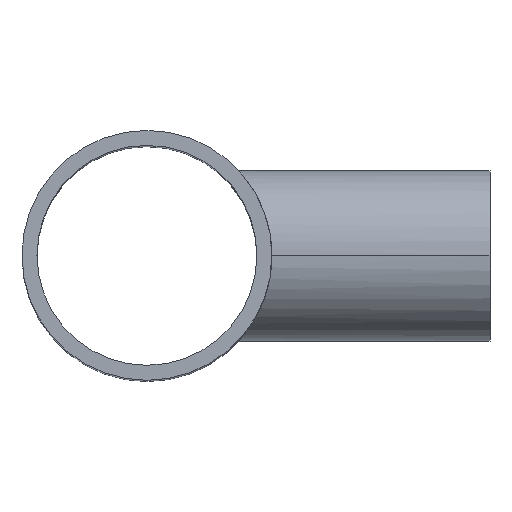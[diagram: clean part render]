
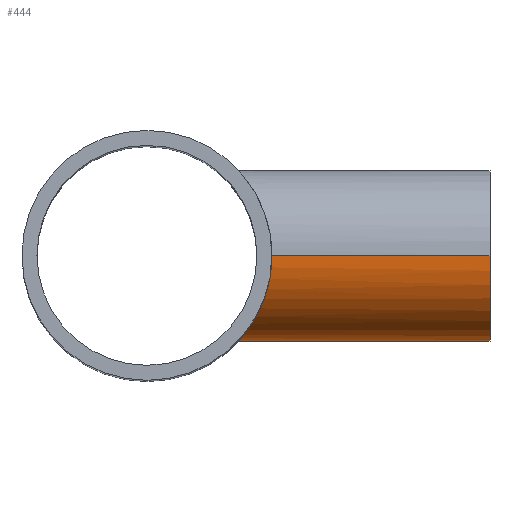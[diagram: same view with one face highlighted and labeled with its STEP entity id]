
A CAD part, top view. The second image highlights one B-rep face of the part: STEP entity #444.
In plain terms, the highlighted cylindrical face has radius 37.5 mm (diameter 75 mm), a partial arc.
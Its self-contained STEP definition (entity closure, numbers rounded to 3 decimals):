
#7 = ORIENTED_EDGE ( 'NONE', *, *, #333, .T. ) ;
#11 = AXIS2_PLACEMENT_3D ( 'NONE', #116, #480, #580 ) ;
#12 = CARTESIAN_POINT ( 'NONE',  ( 40.249, -37.483, 1.287 ) ) ;
#18 = CARTESIAN_POINT ( 'NONE',  ( 49.279, -24.429, -28.457 ) ) ;
#25 = CYLINDRICAL_SURFACE ( 'NONE', #290, 37.5 ) ;
#61 = CARTESIAN_POINT ( 'NONE',  ( 41.919, -35.607, 11.781 ) ) ;
#64 = CARTESIAN_POINT ( 'NONE',  ( 40.714, -36.979, 6.353 ) ) ;
#69 = CARTESIAN_POINT ( 'NONE',  ( 54.309, -8.779, 36.48 ) ) ;
#72 = CARTESIAN_POINT ( 'NONE',  ( 49.061, -24.933, 28.11 ) ) ;
#75 = CARTESIAN_POINT ( 'NONE',  ( 42.626, -34.758, 14.09 ) ) ;
#80 = CARTESIAN_POINT ( 'NONE',  ( 51.588, -19.104, -32.292 ) ) ;
#113 = VERTEX_POINT ( 'NONE', #164 ) ;
#116 = CARTESIAN_POINT ( 'NONE',  ( 151., 0., 0. ) ) ;
#121 = CARTESIAN_POINT ( 'NONE',  ( 42.442, -34.982, 13.523 ) ) ;
#125 = CARTESIAN_POINT ( 'NONE',  ( 43.187, -34.062, -15.732 ) ) ;
#139 = CARTESIAN_POINT ( 'NONE',  ( 54.636, -6.345, -36.965 ) ) ;
#146 = CARTESIAN_POINT ( 'NONE',  ( 52.322, -16.964, -33.449 ) ) ;
#164 = CARTESIAN_POINT ( 'NONE',  ( 55., 0., -37.5 ) ) ;
#167 = CARTESIAN_POINT ( 'NONE',  ( 55., 0., 37.5 ) ) ;
#170 = CARTESIAN_POINT ( 'NONE',  ( 40.311, -37.417, 2.569 ) ) ;
#174 = CARTESIAN_POINT ( 'NONE',  ( 54.097, -9.999, 36.164 ) ) ;
#177 = CARTESIAN_POINT ( 'NONE',  ( 53.597, -12.402, 35.412 ) ) ;
#180 = DIRECTION ( 'NONE',  ( -1., 0., 0. ) ) ;
#198 = CARTESIAN_POINT ( 'NONE',  ( 151., 0., -37.5 ) ) ;
#210 = VERTEX_POINT ( 'NONE', #568 ) ;
#213 = CARTESIAN_POINT ( 'NONE',  ( 42.089, -35.407, 12.37 ) ) ;
#215 = CARTESIAN_POINT ( 'NONE',  ( 51.787, -18.531, 32.607 ) ) ;
#217 = CARTESIAN_POINT ( 'NONE',  ( 46.271, -29.745, 22.867 ) ) ;
#220 = CARTESIAN_POINT ( 'NONE',  ( 50.374, -22.105, -30.316 ) ) ;
#224 = CARTESIAN_POINT ( 'NONE',  ( 42.037, -35.488, -12.362 ) ) ;
#230 = CARTESIAN_POINT ( 'NONE',  ( 52.667, -15.859, -33.987 ) ) ;
#237 = CARTESIAN_POINT ( 'NONE',  ( 54.956, -2.539, -37.436 ) ) ;
#263 = CARTESIAN_POINT ( 'NONE',  ( 41.167, -36.474, 8.8 ) ) ;
#266 = ORIENTED_EDGE ( 'NONE', *, *, #272, .T. ) ;
#267 = CARTESIAN_POINT ( 'NONE',  ( 40.476, -37.245, -5.048 ) ) ;
#270 = CARTESIAN_POINT ( 'NONE',  ( 52.685, -15.832, 34.016 ) ) ;
#272 = EDGE_CURVE ( 'NONE', #424, #210, #606, .T. ) ;
#275 = CARTESIAN_POINT ( 'NONE',  ( 48.366, -26.191, -26.845 ) ) ;
#279 = CARTESIAN_POINT ( 'NONE',  ( 46.263, -29.787, -22.904 ) ) ;
#282 = CARTESIAN_POINT ( 'NONE',  ( 54.13, -10.057, -36.214 ) ) ;
#290 = AXIS2_PLACEMENT_3D ( 'NONE', #593, #180, #488 ) ;
#304 = CARTESIAN_POINT ( 'NONE',  ( 151., 0., -37.5 ) ) ;
#306 = EDGE_CURVE ( 'NONE', #424, #564, #362, .T. ) ;
#316 = ORIENTED_EDGE ( 'NONE', *, *, #555, .F. ) ;
#317 = CARTESIAN_POINT ( 'NONE',  ( 43.58, -33.575, 16.878 ) ) ;
#320 = CARTESIAN_POINT ( 'NONE',  ( 47.204, -28.293, -24.727 ) ) ;
#324 = CARTESIAN_POINT ( 'NONE',  ( 51.596, -19.057, 32.302 ) ) ;
#327 = CARTESIAN_POINT ( 'NONE',  ( 54.821, -5.087, 37.238 ) ) ;
#330 = CARTESIAN_POINT ( 'NONE',  ( 52.142, -17.507, -33.168 ) ) ;
#333 = EDGE_CURVE ( 'NONE', #210, #113, #377, .T. ) ;
#334 = CARTESIAN_POINT ( 'NONE',  ( 55., -1.268, -37.5 ) ) ;
#337 = CARTESIAN_POINT ( 'NONE',  ( 54.768, -5.086, -37.159 ) ) ;
#344 = CARTESIAN_POINT ( 'NONE',  ( 54.56, -6.969, -36.852 ) ) ;
#351 = DIRECTION ( 'NONE',  ( -1., 0., 0. ) ) ;
#362 = CIRCLE ( 'NONE', #11, 37.5 ) ;
#365 = CARTESIAN_POINT ( 'NONE',  ( 49.054, -24.878, -28.066 ) ) ;
#367 = CARTESIAN_POINT ( 'NONE',  ( 50.998, -20.604, 31.338 ) ) ;
#370 = CARTESIAN_POINT ( 'NONE',  ( 44.46, -32.386, -18.943 ) ) ;
#375 = CARTESIAN_POINT ( 'NONE',  ( 51.201, -20.093, 31.668 ) ) ;
#377 = B_SPLINE_CURVE_WITH_KNOTS ( 'NONE', 3,
 ( #167, #519, #327, #69, #174, #177, #529, #270, #634, #215, #324, #375, #367, #379, #72, #477, #576, #217, #521, #583, #317, #75, #121, #213, #61, #630, #263, #64, #419, #469, #170, #12, #533, #573, #267, #474, #224, #125, #422, #370, #485, #279, #320, #275, #417, #365, #18, #429, #220, #638, #80, #330, #146, #230, #538, #545, #282, #344, #139, #337, #383, #237, #334, #586 ),
 .UNSPECIFIED., .F., .F.,
 ( 4, 2, 2, 2, 2, 2, 2, 2, 2, 2, 2, 2, 2, 2, 2, 2, 2, 2, 2, 2, 2, 2, 2, 2, 2, 2, 2, 2, 2, 2, 2, 4 ),
 ( 0., 0.008, 0.011, 0.015, 0.019, 0.021, 0.023, 0.03, 0.034, 0.038, 0.046, 0.047, 0.049, 0.053, 0.057, 0.059, 0.061, 0.068, 0.076, 0.08, 0.084, 0.091, 0.093, 0.095, 0.099, 0.103, 0.104, 0.106, 0.114, 0.116, 0.118, 0.121 ),
 .UNSPECIFIED. ) ;
#379 = CARTESIAN_POINT ( 'NONE',  ( 49.957, -23.108, 29.633 ) ) ;
#383 = CARTESIAN_POINT ( 'NONE',  ( 54.824, -4.448, -37.241 ) ) ;
#417 = CARTESIAN_POINT ( 'NONE',  ( 48.598, -25.759, -27.26 ) ) ;
#419 = CARTESIAN_POINT ( 'NONE',  ( 40.537, -37.172, 5.109 ) ) ;
#422 = CARTESIAN_POINT ( 'NONE',  ( 43.602, -33.532, -16.832 ) ) ;
#424 = VERTEX_POINT ( 'NONE', #657 ) ;
#429 = CARTESIAN_POINT ( 'NONE',  ( 49.944, -23.056, -29.599 ) ) ;
#444 = ADVANCED_FACE ( 'NONE', ( #496 ), #25, .T. ) ;
#458 = EDGE_LOOP ( 'NONE', ( #316, #514, #266, #7 ) ) ;
#469 = CARTESIAN_POINT ( 'NONE',  ( 40.357, -37.368, 3.21 ) ) ;
#474 = CARTESIAN_POINT ( 'NONE',  ( 41.389, -36.228, -10.011 ) ) ;
#477 = CARTESIAN_POINT ( 'NONE',  ( 47.677, -27.437, 25.59 ) ) ;
#480 = DIRECTION ( 'NONE',  ( 1., 0., 0. ) ) ;
#485 = CARTESIAN_POINT ( 'NONE',  ( 44.904, -31.769, -19.96 ) ) ;
#488 = DIRECTION ( 'NONE',  ( 0., 0., 1. ) ) ;
#496 = FACE_OUTER_BOUND ( 'NONE', #458, .T. ) ;
#514 = ORIENTED_EDGE ( 'NONE', *, *, #306, .F. ) ;
#519 = CARTESIAN_POINT ( 'NONE',  ( 55., -2.572, 37.5 ) ) ;
#521 = CARTESIAN_POINT ( 'NONE',  ( 45.805, -30.455, 21.912 ) ) ;
#529 = CARTESIAN_POINT ( 'NONE',  ( 53.313, -13.568, 34.981 ) ) ;
#533 = CARTESIAN_POINT ( 'NONE',  ( 40.234, -37.5, 0.648 ) ) ;
#535 = VECTOR ( 'NONE', #627, 1000. ) ;
#538 = CARTESIAN_POINT ( 'NONE',  ( 52.834, -15.294, -34.245 ) ) ;
#545 = CARTESIAN_POINT ( 'NONE',  ( 53.629, -12.433, -35.466 ) ) ;
#548 = VECTOR ( 'NONE', #351, 1000. ) ;
#555 = EDGE_CURVE ( 'NONE', #564, #113, #556, .T. ) ;
#556 = LINE ( 'NONE', #304, #548 ) ;
#557 = CARTESIAN_POINT ( 'NONE',  ( 151., 0., 37.5 ) ) ;
#564 = VERTEX_POINT ( 'NONE', #198 ) ;
#568 = CARTESIAN_POINT ( 'NONE',  ( 55., 0., 37.5 ) ) ;
#573 = CARTESIAN_POINT ( 'NONE',  ( 40.233, -37.501, -2.535 ) ) ;
#576 = CARTESIAN_POINT ( 'NONE',  ( 47.209, -28.233, 24.71 ) ) ;
#580 = DIRECTION ( 'NONE',  ( 0., 0., -1. ) ) ;
#583 = CARTESIAN_POINT ( 'NONE',  ( 44.444, -32.439, 18.963 ) ) ;
#586 = CARTESIAN_POINT ( 'NONE',  ( 55., 0., -37.5 ) ) ;
#593 = CARTESIAN_POINT ( 'NONE',  ( 151., 0., 0. ) ) ;
#606 = LINE ( 'NONE', #557, #535 ) ;
#627 = DIRECTION ( 'NONE',  ( -1., 0., 0. ) ) ;
#630 = CARTESIAN_POINT ( 'NONE',  ( 41.443, -36.162, 10.004 ) ) ;
#634 = CARTESIAN_POINT ( 'NONE',  ( 52.341, -16.931, 33.483 ) ) ;
#638 = CARTESIAN_POINT ( 'NONE',  ( 51.195, -20.129, -31.662 ) ) ;
#657 = CARTESIAN_POINT ( 'NONE',  ( 151., 0., 37.5 ) ) ;
